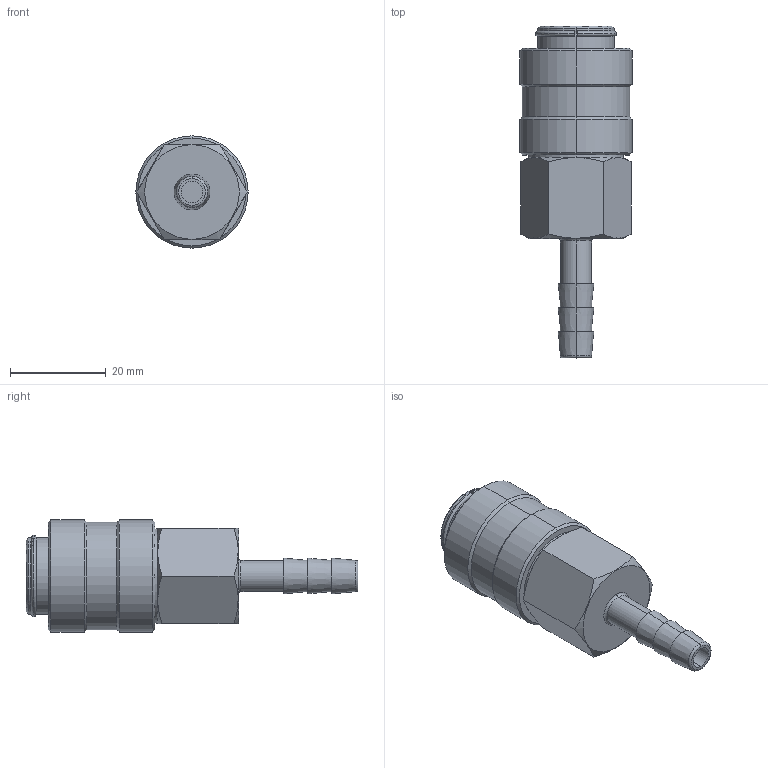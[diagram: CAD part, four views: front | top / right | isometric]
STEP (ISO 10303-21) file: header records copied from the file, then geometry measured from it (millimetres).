
FILE_DESCRIPTION(( 'GU26.130600.STEP' ), '1');
FILE_NAME( 'GU26.130600.STEP', '2019-06-20T13:33:43',( 'Sopra'),('sopra-pneumatic.com'), 'SwSTEP 2.0','SolidWorks 2009','' );
FILE_SCHEMA (( 'CONFIG_CONTROL_DESIGN' ));
Length unit declared in the file: millimetre
Products named in the file (1): 07260340
Bounding box: 23.5 x 69.5 x 23.5 mm (x, y, z)
Volume: 15586.7 mm3; surface area: 5511.7 mm2
Topology: 2 solids, 2 shells, 76 faces, 156 edges, 94 vertices
Faces by surface type: cone 24, cylinder 22, plane 20, torus 10
Entity records: 2203 total; most frequent: CARTESIAN_POINT 491, DIRECTION 374, ORIENTED_EDGE 312, AXIS2_PLACEMENT_3D 161, EDGE_CURVE 156, VERTEX_POINT 94, EDGE_LOOP 86, CIRCLE 84
